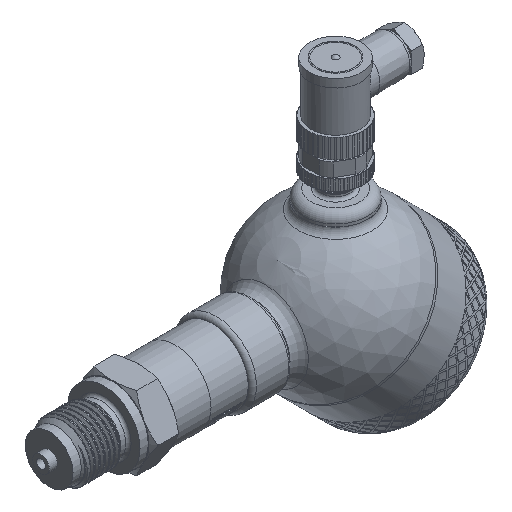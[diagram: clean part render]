
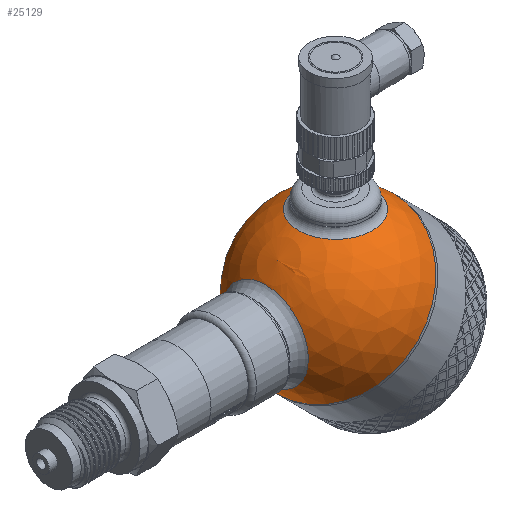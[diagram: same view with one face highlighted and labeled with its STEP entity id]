
A CAD part, isometric view. The second image highlights one B-rep face of the part: STEP entity #25129.
In plain terms, the highlighted spherical face has radius 30 mm.
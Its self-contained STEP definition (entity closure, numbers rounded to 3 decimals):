
#36=SPHERICAL_SURFACE('',#26635,30.);
#91=FACE_BOUND('',#3408,.T.);
#92=FACE_BOUND('',#3409,.T.);
#1772=FACE_OUTER_BOUND('',#3407,.T.);
#3407=EDGE_LOOP('',(#18095,#18096,#18097,#18098));
#3408=EDGE_LOOP('',(#18099));
#3409=EDGE_LOOP('',(#18100));
#4892=CIRCLE('',#26558,30.);
#4893=CIRCLE('',#26559,30.);
#4920=CIRCLE('',#26631,13.5);
#4923=CIRCLE('',#26636,30.);
#4924=CIRCLE('',#26637,15.643);
#9597=VERTEX_POINT('',#36183);
#9598=VERTEX_POINT('',#36185);
#10125=VERTEX_POINT('',#42949);
#10127=VERTEX_POINT('',#42956);
#10128=VERTEX_POINT('',#42958);
#12310=EDGE_CURVE('',#9597,#9598,#4892,.T.);
#12311=EDGE_CURVE('',#9598,#9597,#4893,.T.);
#13104=EDGE_CURVE('',#10125,#10125,#4920,.T.);
#13107=EDGE_CURVE('',#9598,#10127,#4923,.T.);
#13108=EDGE_CURVE('',#10128,#10128,#4924,.T.);
#18095=ORIENTED_EDGE('',*,*,#12311,.F.);
#18096=ORIENTED_EDGE('',*,*,#13107,.T.);
#18097=ORIENTED_EDGE('',*,*,#13107,.F.);
#18098=ORIENTED_EDGE('',*,*,#12310,.F.);
#18099=ORIENTED_EDGE('',*,*,#13108,.F.);
#18100=ORIENTED_EDGE('',*,*,#13104,.F.);
#25129=ADVANCED_FACE('',(#1772,#91,#92),#36,.T.);
#26558=AXIS2_PLACEMENT_3D('',#36186,#28189,#28190);
#26559=AXIS2_PLACEMENT_3D('',#36187,#28191,#28192);
#26631=AXIS2_PLACEMENT_3D('',#42950,#28613,#28614);
#26635=AXIS2_PLACEMENT_3D('',#42955,#28621,#28622);
#26636=AXIS2_PLACEMENT_3D('',#42957,#28623,#28624);
#26637=AXIS2_PLACEMENT_3D('',#42959,#28625,#28626);
#28189=DIRECTION('center_axis',(1.,0.,0.));
#28190=DIRECTION('ref_axis',(0.,1.,0.));
#28191=DIRECTION('center_axis',(1.,0.,0.));
#28192=DIRECTION('ref_axis',(0.,1.,0.));
#28613=DIRECTION('center_axis',(-0.707,0.,-0.707));
#28614=DIRECTION('ref_axis',(-0.707,0.,0.707));
#28621=DIRECTION('center_axis',(1.,0.,0.));
#28622=DIRECTION('ref_axis',(0.,-1.,0.));
#28623=DIRECTION('center_axis',(0.,0.,1.));
#28624=DIRECTION('ref_axis',(0.,1.,0.));
#28625=DIRECTION('center_axis',(-0.707,0.,0.707));
#28626=DIRECTION('ref_axis',(0.707,0.,0.707));
#36183=CARTESIAN_POINT('',(0.,-30.,0.));
#36185=CARTESIAN_POINT('',(0.,30.,0.));
#36186=CARTESIAN_POINT('Origin',(0.,0.,0.));
#36187=CARTESIAN_POINT('Origin',(0.,0.,0.));
#42949=CARTESIAN_POINT('',(-9.398,0.,-28.49));
#42950=CARTESIAN_POINT('Origin',(-18.944,0.,-18.944));
#42955=CARTESIAN_POINT('Origin',(0.,0.,0.));
#42956=CARTESIAN_POINT('',(-30.,0.,0.));
#42957=CARTESIAN_POINT('Origin',(0.,0.,0.));
#42958=CARTESIAN_POINT('',(-29.162,0.,7.04));
#42959=CARTESIAN_POINT('Origin',(-18.101,0.,18.101));
